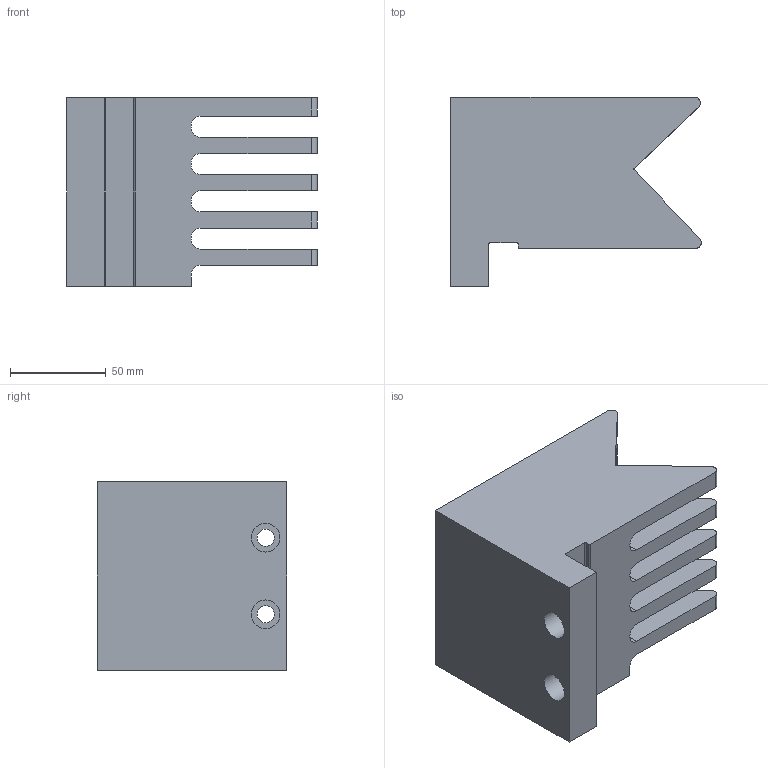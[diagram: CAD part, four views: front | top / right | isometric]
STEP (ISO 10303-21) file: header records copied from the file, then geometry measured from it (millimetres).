
FILE_DESCRIPTION(/* description */ ('Alibre Inc.'),/* implementation_level */ '2;1');
FILE_NAME(/* name */ 'export-794F8192-E9EF-4D5B-A2A6-7D3E9D420A56',/* time_stamp */ '2020-12-21T17:05:28+01:00',/* author */ (''),/* organization */ (''),/* preprocessor_version */ 'ST-DEVELOPER v17',/* originating_system */ 'Alibre',/* authorisation */ '');
FILE_SCHEMA (('AUTOMOTIVE_DESIGN'));
Length unit declared in the file: millimetre
Bounding box: 131 x 99 x 98.75 mm (x, y, z)
Volume: 712734.7 mm3; surface area: 90321.4 mm2
Topology: 1 solids, 1 shells, 177 faces, 503 edges, 336 vertices
Faces by surface type: bspline 74, plane 72, cylinder 31
Full cylindrical faces by diameter (mm): 9 x2, 15 x2
Entity records: 5716 total; most frequent: CARTESIAN_POINT 1664, ORIENTED_EDGE 994, DIRECTION 535, EDGE_CURVE 497, VERTEX_POINT 334, VECTOR 287, LINE 287, EDGE_LOOP 193
